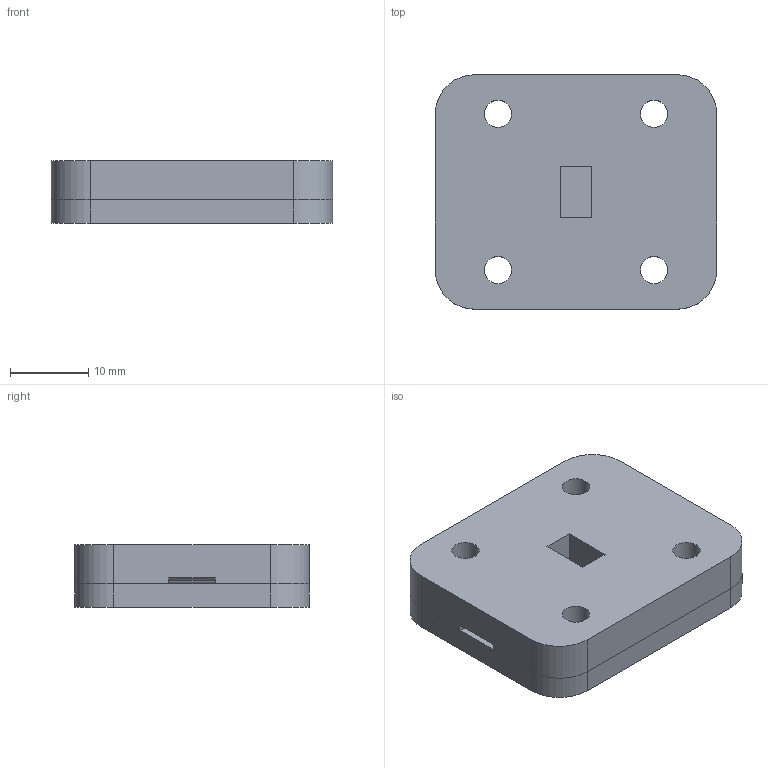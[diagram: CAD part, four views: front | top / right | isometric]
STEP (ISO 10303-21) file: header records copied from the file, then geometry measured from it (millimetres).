
FILE_DESCRIPTION(/* description */ (''),/* implementation_level */ '2;1');
FILE_NAME(/* name */ 'Aluminium Bed Support Plate Belt Clamp.step',/* time_stamp */ '2023-06-18T20:18:01+01:00',/* author */ (''),/* organization */ (''),/* preprocessor_version */ 'ST-DEVELOPER v19.2',/* originating_system */ 'Autodesk Translation Framework v12.6.0.85',/* authorisation */ '');
FILE_SCHEMA (('AUTOMOTIVE_DESIGN { 1 0 10303 214 3 1 1 }'));
Length unit declared in the file: millimetre
Products named in the file (1): Aluminium Bed Support Plate Belt Clamp
Bounding box: 36 x 30 x 8 mm (x, y, z)
Volume: 7977.1 mm3; surface area: 5512.6 mm2
Topology: 2 solids, 2 shells, 113 faces, 291 edges, 194 vertices
Faces by surface type: cylinder 63, plane 50
Full cylindrical faces by diameter (mm): 3.5 x8
Entity records: 3559 total; most frequent: DIRECTION 645, CARTESIAN_POINT 599, ORIENTED_EDGE 582, EDGE_CURVE 291, AXIS2_PLACEMENT_3D 240, VERTEX_POINT 194, LINE 165, VECTOR 165
